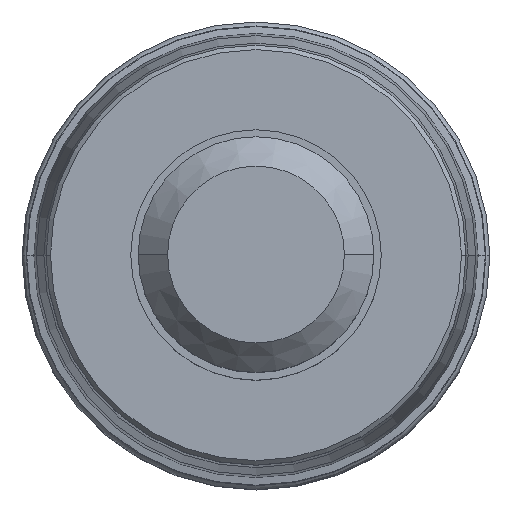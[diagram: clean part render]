
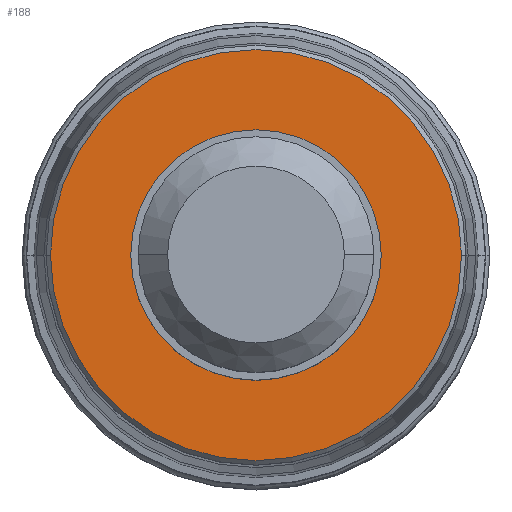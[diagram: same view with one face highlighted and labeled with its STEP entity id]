
A CAD part, top view. The second image highlights one B-rep face of the part: STEP entity #188.
In plain terms, the highlighted planar face has unit normal (0, 0, 1).
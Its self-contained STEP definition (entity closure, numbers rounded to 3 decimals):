
#28=PLANE('',#1615);
#33=FACE_BOUND('',#375,.T.);
#34=FACE_BOUND('',#376,.T.);
#188=ADVANCED_FACE('',(#33,#34),#28,.F.);
#375=EDGE_LOOP('',(#635,#636,#637,#638));
#376=EDGE_LOOP('',(#639,#640));
#635=ORIENTED_EDGE('',*,*,#1019,.T.);
#636=ORIENTED_EDGE('',*,*,#1023,.T.);
#637=ORIENTED_EDGE('',*,*,#1022,.T.);
#638=ORIENTED_EDGE('',*,*,#1020,.T.);
#639=ORIENTED_EDGE('',*,*,#1024,.T.);
#640=ORIENTED_EDGE('',*,*,#1025,.T.);
#858=VERTEX_POINT('',#3275);
#859=VERTEX_POINT('',#3277);
#860=VERTEX_POINT('',#3279);
#861=VERTEX_POINT('',#3283);
#862=VERTEX_POINT('',#3287);
#863=VERTEX_POINT('',#3288);
#1019=EDGE_CURVE('',#859,#858,#1233,.T.);
#1020=EDGE_CURVE('',#860,#859,#1234,.T.);
#1022=EDGE_CURVE('',#861,#860,#1235,.T.);
#1023=EDGE_CURVE('',#858,#861,#1236,.T.);
#1024=EDGE_CURVE('',#862,#863,#1237,.T.);
#1025=EDGE_CURVE('',#863,#862,#1238,.T.);
#1233=CIRCLE('',#1607,13.95);
#1234=CIRCLE('',#1608,13.95);
#1235=CIRCLE('',#1610,13.95);
#1236=CIRCLE('',#1611,13.95);
#1237=CIRCLE('',#1613,8.5);
#1238=CIRCLE('',#1614,8.5);
#1607=AXIS2_PLACEMENT_3D('',#3276,#1971,#1972);
#1608=AXIS2_PLACEMENT_3D('',#3278,#1973,#1974);
#1610=AXIS2_PLACEMENT_3D('',#3282,#1978,#1979);
#1611=AXIS2_PLACEMENT_3D('',#3284,#1980,#1981);
#1613=AXIS2_PLACEMENT_3D('',#3286,#1984,#1985);
#1614=AXIS2_PLACEMENT_3D('',#3289,#1986,#1987);
#1615=AXIS2_PLACEMENT_3D('',#3290,#1988,#1989);
#1971=DIRECTION('',(0.,0.,1.));
#1972=DIRECTION('',(0.,1.,0.));
#1973=DIRECTION('',(0.,0.,1.));
#1974=DIRECTION('',(1.,0.,0.));
#1978=DIRECTION('',(0.,0.,1.));
#1979=DIRECTION('',(0.,-1.,0.));
#1980=DIRECTION('',(0.,0.,1.));
#1981=DIRECTION('',(-1.,0.,0.));
#1984=DIRECTION('',(0.,0.,-1.));
#1985=DIRECTION('',(-1.,0.,0.));
#1986=DIRECTION('',(0.,0.,-1.));
#1987=DIRECTION('',(1.,0.,0.));
#1988=DIRECTION('',(0.,0.,-1.));
#1989=DIRECTION('',(1.,0.,0.));
#3275=CARTESIAN_POINT('',(-13.95,0.,0.));
#3276=CARTESIAN_POINT('',(0.,0.,0.));
#3277=CARTESIAN_POINT('',(0.,13.95,0.));
#3278=CARTESIAN_POINT('',(0.,0.,0.));
#3279=CARTESIAN_POINT('',(13.95,0.,0.));
#3282=CARTESIAN_POINT('',(0.,0.,0.));
#3283=CARTESIAN_POINT('',(0.,-13.95,0.));
#3284=CARTESIAN_POINT('',(0.,0.,0.));
#3286=CARTESIAN_POINT('',(0.,0.,0.));
#3287=CARTESIAN_POINT('',(-8.5,0.,0.));
#3288=CARTESIAN_POINT('',(8.5,0.,0.));
#3289=CARTESIAN_POINT('',(0.,0.,0.));
#3290=CARTESIAN_POINT('',(0.,0.,0.));
